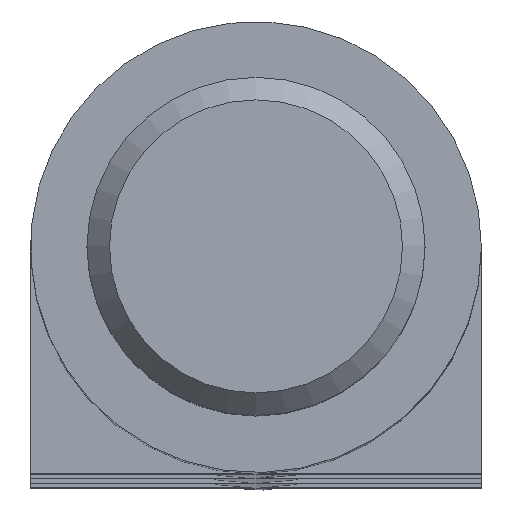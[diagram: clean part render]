
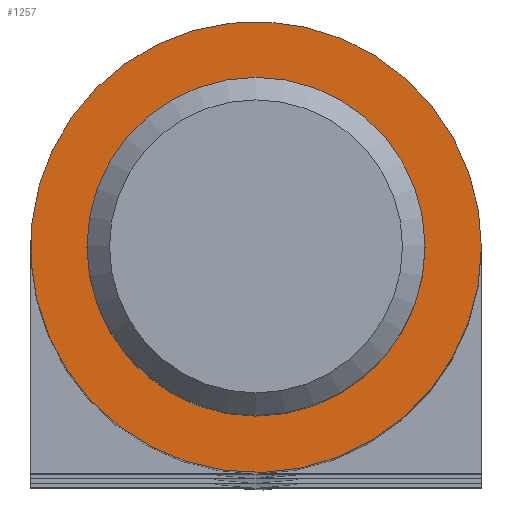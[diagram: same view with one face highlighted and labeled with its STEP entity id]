
A CAD part, top view. The second image highlights one B-rep face of the part: STEP entity #1257.
In plain terms, the highlighted planar face has unit normal (0, 0, 1).
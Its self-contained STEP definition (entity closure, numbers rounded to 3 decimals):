
#1079=CARTESIAN_POINT('',(7.5,0.,447.));
#1080=VERTEX_POINT('',#1079);
#1081=CARTESIAN_POINT('',(-7.5,0.,447.));
#1082=VERTEX_POINT('',#1081);
#1083=CARTESIAN_POINT('',(0.,0.,447.));
#1084=DIRECTION('',(1.,0.,0.));
#1085=DIRECTION('',(0.,0.,1.));
#1086=AXIS2_PLACEMENT_3D('',#1083,#1085,#1084);
#1087=CIRCLE('',#1086,7.5);
#1088=EDGE_CURVE('',#1080,#1082,#1087,.T.);
#1099=CARTESIAN_POINT('',(0.,0.,447.));
#1100=DIRECTION('',(-1.,0.,0.));
#1101=DIRECTION('',(0.,0.,1.));
#1102=AXIS2_PLACEMENT_3D('',#1099,#1101,#1100);
#1103=CIRCLE('',#1102,7.5);
#1104=EDGE_CURVE('',#1082,#1080,#1103,.T.);
#1198=CARTESIAN_POINT('',(-9.98,-0.628,447.));
#1199=VERTEX_POINT('',#1198);
#1206=CARTESIAN_POINT('',(10.,0.,447.));
#1207=VERTEX_POINT('',#1206);
#1208=CARTESIAN_POINT('',(0.,0.,447.));
#1209=DIRECTION('',(-0.998,-0.063,0.));
#1210=DIRECTION('',(0.,0.,-1.));
#1211=AXIS2_PLACEMENT_3D('',#1208,#1210,#1209);
#1212=CIRCLE('',#1211,10.);
#1213=EDGE_CURVE('',#1199,#1207,#1212,.T.);
#1215=CARTESIAN_POINT('',(0.,0.,447.));
#1216=DIRECTION('',(1.,0.,0.));
#1217=DIRECTION('',(0.,0.,-1.));
#1218=AXIS2_PLACEMENT_3D('',#1215,#1217,#1216);
#1219=CIRCLE('',#1218,10.);
#1220=EDGE_CURVE('',#1207,#1199,#1219,.T.);
#1244=CARTESIAN_POINT('',(0.,0.,447.));
#1245=DIRECTION('',(1.,0.,0.));
#1246=DIRECTION('',(0.,0.,1.));
#1247=AXIS2_PLACEMENT_3D('',#1244,#1246,#1245);
#1248=PLANE('',#1247);
#1249=ORIENTED_EDGE('',*,*,#1213,.F.);
#1250=ORIENTED_EDGE('',*,*,#1220,.F.);
#1251=EDGE_LOOP('',(#1249,#1250));
#1252=FACE_OUTER_BOUND('',#1251,.T.);
#1253=ORIENTED_EDGE('',*,*,#1104,.F.);
#1254=ORIENTED_EDGE('',*,*,#1088,.F.);
#1255=EDGE_LOOP('',(#1253,#1254));
#1256=FACE_BOUND('',#1255,.T.);
#1257=ADVANCED_FACE('F40',(#1252,#1256),#1248,.T.);
